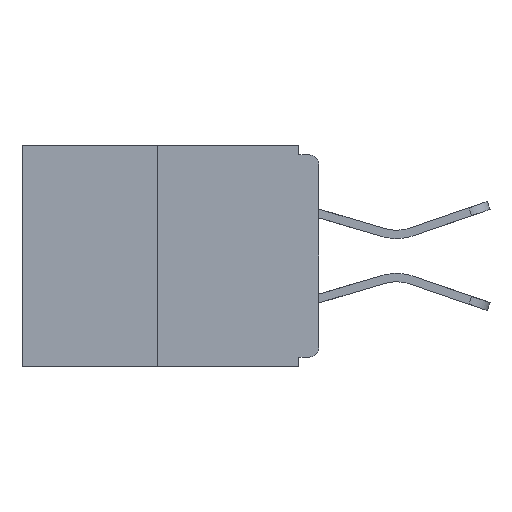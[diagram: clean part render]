
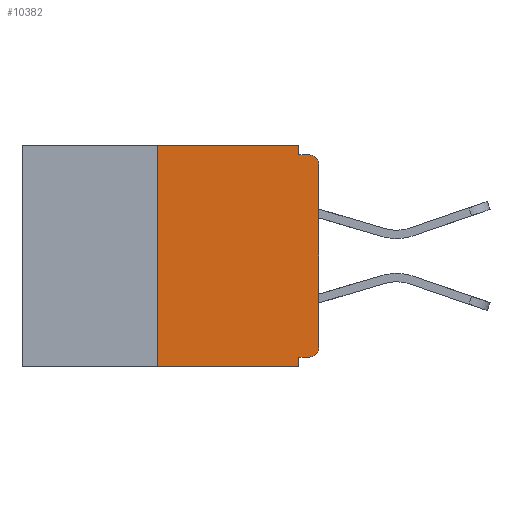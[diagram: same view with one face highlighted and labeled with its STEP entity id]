
A CAD part, left-side view. The second image highlights one B-rep face of the part: STEP entity #10382.
In plain terms, the highlighted planar face has unit normal (-1, 0, 0).
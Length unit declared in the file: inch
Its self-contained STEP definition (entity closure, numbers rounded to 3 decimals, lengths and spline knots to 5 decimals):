
#482 = CARTESIAN_POINT ( 'NONE',  ( 0., 0., -0.328 ) ) ;
#496 = DIRECTION ( 'NONE',  ( 0., -1., 0. ) ) ;
#612 = VERTEX_POINT ( 'NONE', #1631 ) ;
#837 = VERTEX_POINT ( 'NONE', #12346 ) ;
#954 = CARTESIAN_POINT ( 'NONE',  ( 0., 0.015, -0.313 ) ) ;
#1024 = DIRECTION ( 'NONE',  ( 0., 0., -1. ) ) ;
#1508 = DIRECTION ( 'NONE',  ( -1., 0., 0. ) ) ;
#1631 = CARTESIAN_POINT ( 'NONE',  ( 0., 0.015, -0.328 ) ) ;
#1872 = DIRECTION ( 'NONE',  ( 0., -1., 0. ) ) ;
#2096 = EDGE_CURVE ( 'NONE', #5456, #837, #13854, .T. ) ;
#2769 = CARTESIAN_POINT ( 'NONE',  ( 0., 0.015, -0.03 ) ) ;
#2817 = EDGE_CURVE ( 'NONE', #6372, #7370, #7484, .T. ) ;
#2868 = ORIENTED_EDGE ( 'NONE', *, *, #8700, .F. ) ;
#2871 = AXIS2_PLACEMENT_3D ( 'NONE', #954, #10035, #6726 ) ;
#2883 = VECTOR ( 'NONE', #1024, 39.37008 ) ;
#3005 = AXIS2_PLACEMENT_3D ( 'NONE', #2769, #1508, #11705 ) ;
#3041 = VERTEX_POINT ( 'NONE', #6508 ) ;
#3187 = LINE ( 'NONE', #7910, #12572 ) ;
#3336 = CARTESIAN_POINT ( 'NONE',  ( 0., 0., -0.015 ) ) ;
#3406 = EDGE_CURVE ( 'NONE', #13144, #10360, #3187, .T. ) ;
#3742 = VECTOR ( 'NONE', #9990, 39.37008 ) ;
#3853 = DIRECTION ( 'NONE',  ( 0., 1., 0. ) ) ;
#4627 = CIRCLE ( 'NONE', #3005, 0.015 ) ;
#5023 = EDGE_CURVE ( 'NONE', #7370, #10453, #9800, .T. ) ;
#5338 = CARTESIAN_POINT ( 'NONE',  ( 0., 0.031, -0.328 ) ) ;
#5456 = VERTEX_POINT ( 'NONE', #5338 ) ;
#5560 = ORIENTED_EDGE ( 'NONE', *, *, #11146, .F. ) ;
#5606 = CARTESIAN_POINT ( 'NONE',  ( 0., 0.031, -0.015 ) ) ;
#5734 = AXIS2_PLACEMENT_3D ( 'NONE', #14378, #13427, #6787 ) ;
#5750 = FACE_OUTER_BOUND ( 'NONE', #7059, .T. ) ;
#6344 = CIRCLE ( 'NONE', #2871, 0.015 ) ;
#6372 = VERTEX_POINT ( 'NONE', #10443 ) ;
#6476 = PLANE ( 'NONE',  #5734 ) ;
#6508 = CARTESIAN_POINT ( 'NONE',  ( 0., 0.25, 0. ) ) ;
#6561 = CARTESIAN_POINT ( 'NONE',  ( 0., 0.46, -0.343 ) ) ;
#6723 = CARTESIAN_POINT ( 'NONE',  ( 0., 0.25, -0.343 ) ) ;
#6726 = DIRECTION ( 'NONE',  ( 0., 0., -1. ) ) ;
#6733 = EDGE_CURVE ( 'NONE', #10360, #10453, #4627, .T. ) ;
#6787 = DIRECTION ( 'NONE',  ( 0., 0., -1. ) ) ;
#6957 = ORIENTED_EDGE ( 'NONE', *, *, #8599, .T. ) ;
#7038 = ORIENTED_EDGE ( 'NONE', *, *, #6733, .T. ) ;
#7059 = EDGE_LOOP ( 'NONE', ( #5560, #8473, #13339, #10518, #2868, #6957, #11449, #7038, #9984, #7652 ) ) ;
#7100 = EDGE_CURVE ( 'NONE', #13799, #3041, #14343, .T. ) ;
#7370 = VERTEX_POINT ( 'NONE', #5606 ) ;
#7403 = VECTOR ( 'NONE', #1872, 39.37008 ) ;
#7484 = LINE ( 'NONE', #11142, #3742 ) ;
#7494 = DIRECTION ( 'NONE',  ( 0., 0., 1. ) ) ;
#7652 = ORIENTED_EDGE ( 'NONE', *, *, #2817, .F. ) ;
#7670 = CARTESIAN_POINT ( 'NONE',  ( 0., 0.031, -0.343 ) ) ;
#7910 = CARTESIAN_POINT ( 'NONE',  ( 0., 0., 0. ) ) ;
#8288 = CARTESIAN_POINT ( 'NONE',  ( 0., 0.46, 0. ) ) ;
#8473 = ORIENTED_EDGE ( 'NONE', *, *, #7100, .F. ) ;
#8487 = LINE ( 'NONE', #482, #13053 ) ;
#8595 = LINE ( 'NONE', #8288, #10352 ) ;
#8599 = EDGE_CURVE ( 'NONE', #612, #13144, #6344, .T. ) ;
#8700 = EDGE_CURVE ( 'NONE', #612, #5456, #8487, .T. ) ;
#8893 = CARTESIAN_POINT ( 'NONE',  ( 0., 0., -0.313 ) ) ;
#9088 = EDGE_CURVE ( 'NONE', #13799, #837, #13584, .T. ) ;
#9800 = LINE ( 'NONE', #3336, #11893 ) ;
#9984 = ORIENTED_EDGE ( 'NONE', *, *, #5023, .F. ) ;
#9990 = DIRECTION ( 'NONE',  ( 0., 0., -1. ) ) ;
#10035 = DIRECTION ( 'NONE',  ( -1., 0., 0. ) ) ;
#10323 = DIRECTION ( 'NONE',  ( 0., 0., 1. ) ) ;
#10352 = VECTOR ( 'NONE', #496, 39.37008 ) ;
#10360 = VERTEX_POINT ( 'NONE', #14325 ) ;
#10382 = ADVANCED_FACE ( 'NONE', ( #5750 ), #6476, .F. ) ;
#10443 = CARTESIAN_POINT ( 'NONE',  ( 0., 0.031, 0. ) ) ;
#10453 = VERTEX_POINT ( 'NONE', #10565 ) ;
#10518 = ORIENTED_EDGE ( 'NONE', *, *, #2096, .F. ) ;
#10565 = CARTESIAN_POINT ( 'NONE',  ( 0., 0.015, -0.015 ) ) ;
#11026 = CARTESIAN_POINT ( 'NONE',  ( 0., 0.25, 0. ) ) ;
#11142 = CARTESIAN_POINT ( 'NONE',  ( 0., 0.031, 0. ) ) ;
#11146 = EDGE_CURVE ( 'NONE', #3041, #6372, #8595, .T. ) ;
#11449 = ORIENTED_EDGE ( 'NONE', *, *, #3406, .T. ) ;
#11705 = DIRECTION ( 'NONE',  ( 0., 0., -1. ) ) ;
#11893 = VECTOR ( 'NONE', #14472, 39.37008 ) ;
#12346 = CARTESIAN_POINT ( 'NONE',  ( 0., 0.031, -0.343 ) ) ;
#12572 = VECTOR ( 'NONE', #10323, 39.37008 ) ;
#13053 = VECTOR ( 'NONE', #3853, 39.37008 ) ;
#13144 = VERTEX_POINT ( 'NONE', #8893 ) ;
#13339 = ORIENTED_EDGE ( 'NONE', *, *, #9088, .T. ) ;
#13427 = DIRECTION ( 'NONE',  ( 1., 0., 0. ) ) ;
#13584 = LINE ( 'NONE', #6561, #7403 ) ;
#13799 = VERTEX_POINT ( 'NONE', #6723 ) ;
#13820 = VECTOR ( 'NONE', #7494, 39.37008 ) ;
#13854 = LINE ( 'NONE', #7670, #2883 ) ;
#14325 = CARTESIAN_POINT ( 'NONE',  ( 0., 0., -0.03 ) ) ;
#14343 = LINE ( 'NONE', #11026, #13820 ) ;
#14378 = CARTESIAN_POINT ( 'NONE',  ( 0., 0.46, 0. ) ) ;
#14472 = DIRECTION ( 'NONE',  ( 0., -1., 0. ) ) ;
